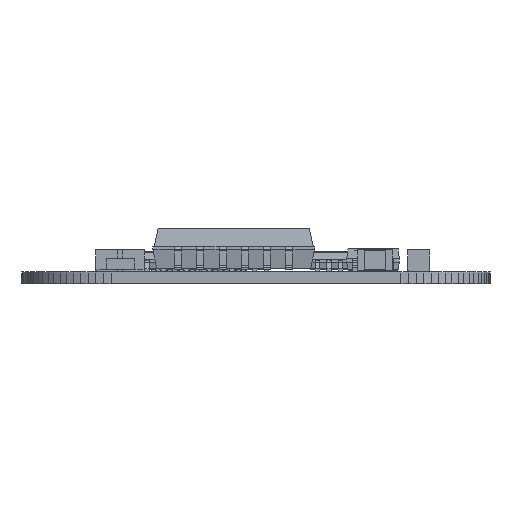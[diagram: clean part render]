
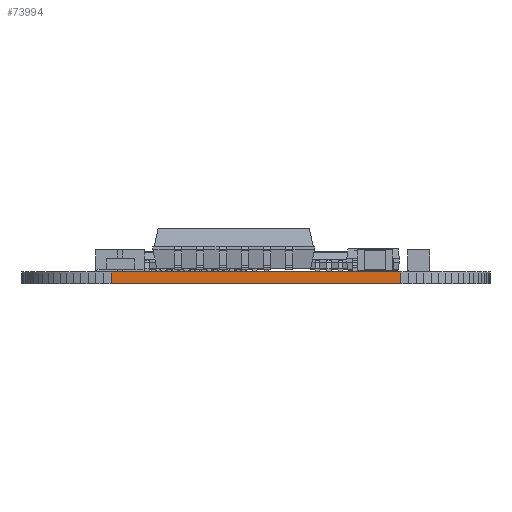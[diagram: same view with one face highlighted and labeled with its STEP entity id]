
A CAD part, front view. The second image highlights one B-rep face of the part: STEP entity #73994.
In plain terms, the highlighted planar face has unit normal (0, -1, 0).
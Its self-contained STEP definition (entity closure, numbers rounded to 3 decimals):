
#64588 = PLANE('',#64589);
#64589 = AXIS2_PLACEMENT_3D('',#64590,#64591,#64592);
#64590 = CARTESIAN_POINT('',(11.43,-23.957,0.68));
#64591 = DIRECTION('',(-0.,-0.,-1.));
#64592 = DIRECTION('',(-1.,0.,0.));
#64642 = PLANE('',#64643);
#64643 = AXIS2_PLACEMENT_3D('',#64644,#64645,#64646);
#64644 = CARTESIAN_POINT('',(11.43,-23.957,0.));
#64645 = DIRECTION('',(-0.,-0.,-1.));
#64646 = DIRECTION('',(-1.,0.,0.));
#66179 = VERTEX_POINT('',#66180);
#66180 = CARTESIAN_POINT('',(19.685,-53.975,0.));
#66194 = PLANE('',#66195);
#66195 = AXIS2_PLACEMENT_3D('',#66196,#66197,#66198);
#66196 = CARTESIAN_POINT('',(20.128,-53.956,0.));
#66197 = DIRECTION('',(0.044,-0.999,0.));
#66198 = DIRECTION('',(-0.999,-0.044,0.));
#66206 = EDGE_CURVE('',#66179,#66207,#66209,.T.);
#66207 = VERTEX_POINT('',#66208);
#66208 = CARTESIAN_POINT('',(3.175,-53.975,0.));
#66209 = SURFACE_CURVE('',#66210,(#66214,#66221),.PCURVE_S1.);
#66210 = LINE('',#66211,#66212);
#66211 = CARTESIAN_POINT('',(19.685,-53.975,0.));
#66212 = VECTOR('',#66213,1.);
#66213 = DIRECTION('',(-1.,0.,0.));
#66214 = PCURVE('',#64642,#66215);
#66215 = DEFINITIONAL_REPRESENTATION('',(#66216),#66220);
#66216 = LINE('',#66217,#66218);
#66217 = CARTESIAN_POINT('',(-8.255,-30.018));
#66218 = VECTOR('',#66219,1.);
#66219 = DIRECTION('',(1.,0.));
#66220 = ( GEOMETRIC_REPRESENTATION_CONTEXT(2) 
PARAMETRIC_REPRESENTATION_CONTEXT() REPRESENTATION_CONTEXT('2D SPACE',''
  ) );
#66221 = PCURVE('',#66222,#66227);
#66222 = PLANE('',#66223);
#66223 = AXIS2_PLACEMENT_3D('',#66224,#66225,#66226);
#66224 = CARTESIAN_POINT('',(19.685,-53.975,0.));
#66225 = DIRECTION('',(0.,-1.,0.));
#66226 = DIRECTION('',(-1.,0.,0.));
#66227 = DEFINITIONAL_REPRESENTATION('',(#66228),#66232);
#66228 = LINE('',#66229,#66230);
#66229 = CARTESIAN_POINT('',(0.,-0.));
#66230 = VECTOR('',#66231,1.);
#66231 = DIRECTION('',(1.,0.));
#66232 = ( GEOMETRIC_REPRESENTATION_CONTEXT(2) 
PARAMETRIC_REPRESENTATION_CONTEXT() REPRESENTATION_CONTEXT('2D SPACE',''
  ) );
#66250 = PLANE('',#66251);
#66251 = AXIS2_PLACEMENT_3D('',#66252,#66253,#66254);
#66252 = CARTESIAN_POINT('',(3.175,-53.975,0.));
#66253 = DIRECTION('',(-0.044,-0.999,0.));
#66254 = DIRECTION('',(-0.999,0.044,0.));
#69825 = VERTEX_POINT('',#69826);
#69826 = CARTESIAN_POINT('',(19.685,-53.975,0.68));
#69847 = EDGE_CURVE('',#69825,#69848,#69850,.T.);
#69848 = VERTEX_POINT('',#69849);
#69849 = CARTESIAN_POINT('',(3.175,-53.975,0.68));
#69850 = SURFACE_CURVE('',#69851,(#69855,#69862),.PCURVE_S1.);
#69851 = LINE('',#69852,#69853);
#69852 = CARTESIAN_POINT('',(19.685,-53.975,0.68));
#69853 = VECTOR('',#69854,1.);
#69854 = DIRECTION('',(-1.,0.,0.));
#69855 = PCURVE('',#64588,#69856);
#69856 = DEFINITIONAL_REPRESENTATION('',(#69857),#69861);
#69857 = LINE('',#69858,#69859);
#69858 = CARTESIAN_POINT('',(-8.255,-30.018));
#69859 = VECTOR('',#69860,1.);
#69860 = DIRECTION('',(1.,0.));
#69861 = ( GEOMETRIC_REPRESENTATION_CONTEXT(2) 
PARAMETRIC_REPRESENTATION_CONTEXT() REPRESENTATION_CONTEXT('2D SPACE',''
  ) );
#69862 = PCURVE('',#66222,#69863);
#69863 = DEFINITIONAL_REPRESENTATION('',(#69864),#69868);
#69864 = LINE('',#69865,#69866);
#69865 = CARTESIAN_POINT('',(0.,-0.68));
#69866 = VECTOR('',#69867,1.);
#69867 = DIRECTION('',(1.,0.));
#69868 = ( GEOMETRIC_REPRESENTATION_CONTEXT(2) 
PARAMETRIC_REPRESENTATION_CONTEXT() REPRESENTATION_CONTEXT('2D SPACE',''
  ) );
#73944 = EDGE_CURVE('',#66207,#69848,#73945,.T.);
#73945 = SURFACE_CURVE('',#73946,(#73950,#73957),.PCURVE_S1.);
#73946 = LINE('',#73947,#73948);
#73947 = CARTESIAN_POINT('',(3.175,-53.975,0.));
#73948 = VECTOR('',#73949,1.);
#73949 = DIRECTION('',(0.,0.,1.));
#73950 = PCURVE('',#66250,#73951);
#73951 = DEFINITIONAL_REPRESENTATION('',(#73952),#73956);
#73952 = LINE('',#73953,#73954);
#73953 = CARTESIAN_POINT('',(0.,0.));
#73954 = VECTOR('',#73955,1.);
#73955 = DIRECTION('',(0.,-1.));
#73956 = ( GEOMETRIC_REPRESENTATION_CONTEXT(2) 
PARAMETRIC_REPRESENTATION_CONTEXT() REPRESENTATION_CONTEXT('2D SPACE',''
  ) );
#73957 = PCURVE('',#66222,#73958);
#73958 = DEFINITIONAL_REPRESENTATION('',(#73959),#73963);
#73959 = LINE('',#73960,#73961);
#73960 = CARTESIAN_POINT('',(16.51,0.));
#73961 = VECTOR('',#73962,1.);
#73962 = DIRECTION('',(0.,-1.));
#73963 = ( GEOMETRIC_REPRESENTATION_CONTEXT(2) 
PARAMETRIC_REPRESENTATION_CONTEXT() REPRESENTATION_CONTEXT('2D SPACE',''
  ) );
#73994 = ADVANCED_FACE('',(#73995),#66222,.T.);
#73995 = FACE_BOUND('',#73996,.T.);
#73996 = EDGE_LOOP('',(#73997,#74018,#74019,#74020));
#73997 = ORIENTED_EDGE('',*,*,#73998,.T.);
#73998 = EDGE_CURVE('',#66179,#69825,#73999,.T.);
#73999 = SURFACE_CURVE('',#74000,(#74004,#74011),.PCURVE_S1.);
#74000 = LINE('',#74001,#74002);
#74001 = CARTESIAN_POINT('',(19.685,-53.975,0.));
#74002 = VECTOR('',#74003,1.);
#74003 = DIRECTION('',(0.,0.,1.));
#74004 = PCURVE('',#66222,#74005);
#74005 = DEFINITIONAL_REPRESENTATION('',(#74006),#74010);
#74006 = LINE('',#74007,#74008);
#74007 = CARTESIAN_POINT('',(0.,-0.));
#74008 = VECTOR('',#74009,1.);
#74009 = DIRECTION('',(0.,-1.));
#74010 = ( GEOMETRIC_REPRESENTATION_CONTEXT(2) 
PARAMETRIC_REPRESENTATION_CONTEXT() REPRESENTATION_CONTEXT('2D SPACE',''
  ) );
#74011 = PCURVE('',#66194,#74012);
#74012 = DEFINITIONAL_REPRESENTATION('',(#74013),#74017);
#74013 = LINE('',#74014,#74015);
#74014 = CARTESIAN_POINT('',(0.443,0.));
#74015 = VECTOR('',#74016,1.);
#74016 = DIRECTION('',(0.,-1.));
#74017 = ( GEOMETRIC_REPRESENTATION_CONTEXT(2) 
PARAMETRIC_REPRESENTATION_CONTEXT() REPRESENTATION_CONTEXT('2D SPACE',''
  ) );
#74018 = ORIENTED_EDGE('',*,*,#69847,.T.);
#74019 = ORIENTED_EDGE('',*,*,#73944,.F.);
#74020 = ORIENTED_EDGE('',*,*,#66206,.F.);
